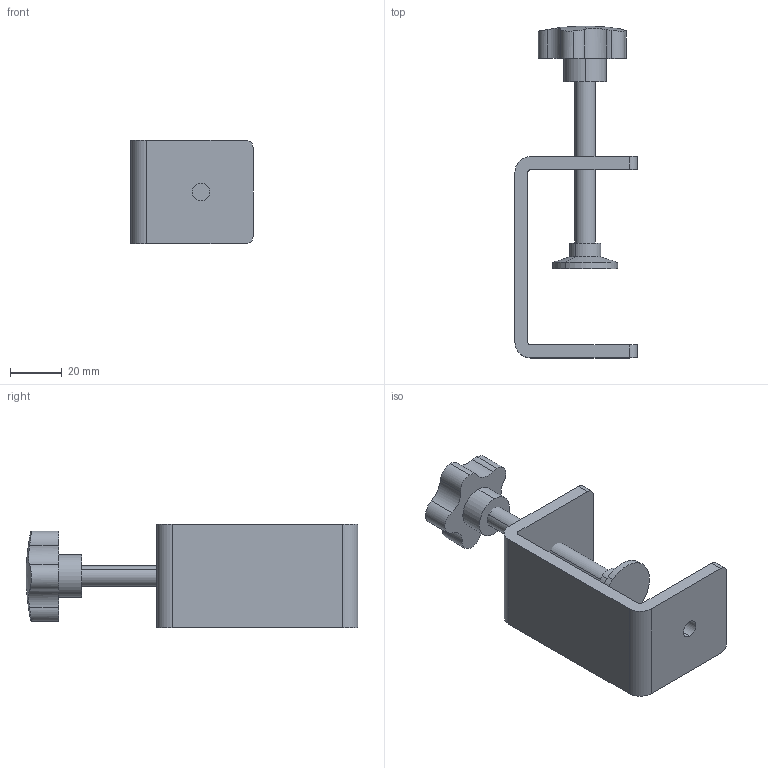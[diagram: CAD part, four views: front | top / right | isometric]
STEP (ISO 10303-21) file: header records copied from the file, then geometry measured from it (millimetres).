
FILE_DESCRIPTION (( 'STEP AP203' ), '1' );
FILE_NAME ('A6_2xM8-77x40.STEP', '2020-11-02T09:25:21', ( '' ), ( '' ), 'SwSTEP 2.0', 'SolidWorks 2019', '' );
FILE_SCHEMA (( 'CONFIG_CONTROL_DESIGN' ));
Length unit declared in the file: millimetre
Products named in the file (5): DIN 913_SKRUTKA M 8X40; A6_2xM8-77x40.P1; A6_2xM8-77x40; A6_2xM8-77x40.P2; A6_2xM8-77x40.P3
Assembly tree (4 placements, depth 2):
  A6_2xM8-77x40
    A6_2xM8-77x40.P1
    DIN 913_SKRUTKA M 8X40
    A6_2xM8-77x40.P2
    A6_2xM8-77x40.P3
Bounding box: 47 x 127.77 x 40 mm (x, y, z)
Volume: 47641.2 mm3; surface area: 21803.2 mm2
Topology: 4 solids, 4 shells, 74 faces, 175 edges, 113 vertices
Faces by surface type: cylinder 37, plane 25, cone 10, sphere 2
Entity records: 2885 total; most frequent: CARTESIAN_POINT 611, DIRECTION 393, ORIENTED_EDGE 350, EDGE_CURVE 175, AXIS2_PLACEMENT_3D 152, VERTEX_POINT 113, LINE 89, VECTOR 89
